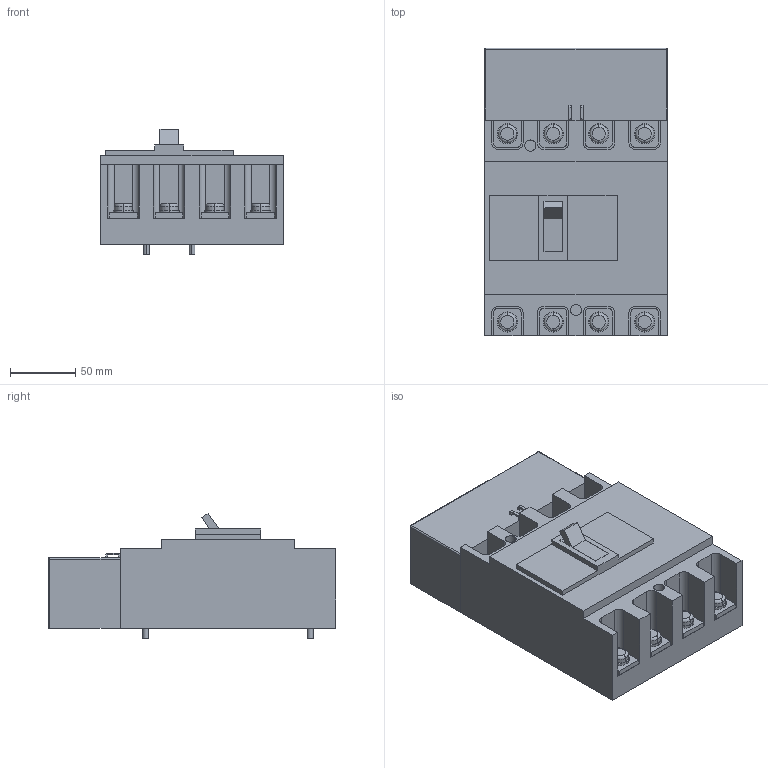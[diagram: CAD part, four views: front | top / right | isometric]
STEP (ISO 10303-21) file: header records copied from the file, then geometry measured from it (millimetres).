
FILE_DESCRIPTION(('CoCreate Modeling STEP Export'),'2;1');
FILE_NAME('Ｓ２２５ＮＤ４Ｆ.stp','2012-03-23T15:28:58',(''),(''),'CoCreate Modeling STEP processor for AP214 (Solid Model)','CoCreate Modeling 17.0 01-Apr-2010 (C) Parametric Technology GmbH','');
FILE_SCHEMA(('AUTOMOTIVE_DESIGN { 1 0 10303 214 1 1 1 1 }'));
Length unit declared in the file: millimetre
Products named in the file (6): p2.2; p5.1; p3.1; p4; p1; Ｓ２２５ＮＤ４Ｆ
Assembly tree (20 placements, depth 2):
  Ｓ２２５ＮＤ４Ｆ
    p5.1  x8
    p3.1  x2
    p1
    p4
    p2.2  x8
Bounding box: 140 x 220 x 96 mm (x, y, z)
Volume: 1793700.5 mm3; surface area: 163542.7 mm2
Topology: 20 solids, 20 shells, 335 faces, 777 edges, 508 vertices
Faces by surface type: plane 180, cylinder 137, torus 16, sphere 2
Entity records: 5164 total; most frequent: ORIENTED_EDGE 882, CARTESIAN_POINT 838, DIRECTION 805, EDGE_CURVE 441, VECTOR 291, LINE 291, VERTEX_POINT 290, AXIS2_PLACEMENT_3D 257
